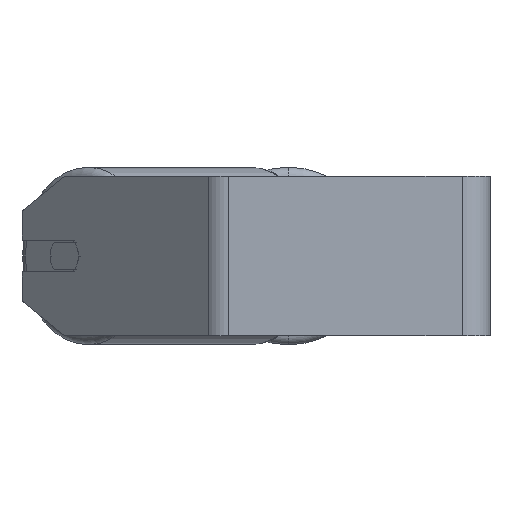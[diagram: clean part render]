
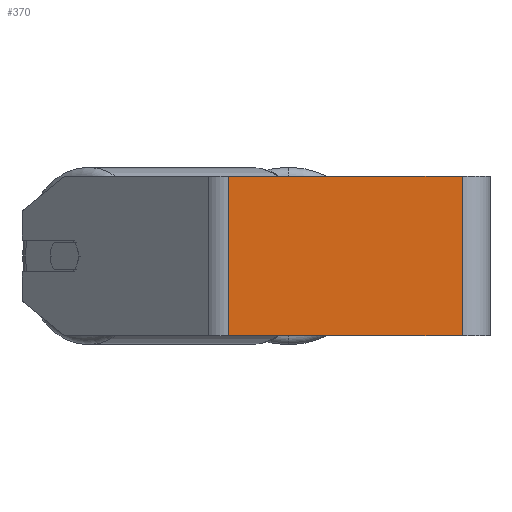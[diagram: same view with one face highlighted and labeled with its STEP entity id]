
A CAD part, left-side view. The second image highlights one B-rep face of the part: STEP entity #370.
In plain terms, the highlighted planar face has unit normal (-1, 0, 0).
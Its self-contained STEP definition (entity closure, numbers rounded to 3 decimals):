
#162 = VECTOR ( 'NONE', #2720, 1000. ) ;
#370 = ADVANCED_FACE ( 'NONE', ( #5038 ), #3168, .F. ) ;
#912 = CARTESIAN_POINT ( 'NONE',  ( -275., 14., 40. ) ) ;
#943 = CARTESIAN_POINT ( 'NONE',  ( -275., 14., 40. ) ) ;
#1120 = DIRECTION ( 'NONE',  ( 1., 0., 0. ) ) ;
#1165 = CARTESIAN_POINT ( 'NONE',  ( -275., 14., -40. ) ) ;
#1252 = DIRECTION ( 'NONE',  ( 0., -1., 0. ) ) ;
#1293 = LINE ( 'NONE', #4491, #1305 ) ;
#1305 = VECTOR ( 'NONE', #1252, 1000. ) ;
#1415 = EDGE_CURVE ( 'NONE', #7261, #5238, #4281, .T. ) ;
#2466 = VERTEX_POINT ( 'NONE', #3912 ) ;
#2575 = EDGE_CURVE ( 'NONE', #7261, #2466, #3954, .T. ) ;
#2720 = DIRECTION ( 'NONE',  ( 0., 0., -1. ) ) ;
#3168 = PLANE ( 'NONE',  #4994 ) ;
#3297 = VERTEX_POINT ( 'NONE', #1165 ) ;
#3912 = CARTESIAN_POINT ( 'NONE',  ( -275., 131.076, -40. ) ) ;
#3954 = LINE ( 'NONE', #6557, #162 ) ;
#4281 = LINE ( 'NONE', #7397, #8290 ) ;
#4362 = DIRECTION ( 'NONE',  ( 0., 0., -1. ) ) ;
#4491 = CARTESIAN_POINT ( 'NONE',  ( -275., 136.875, -40. ) ) ;
#4635 = ORIENTED_EDGE ( 'NONE', *, *, #7401, .F. ) ;
#4994 = AXIS2_PLACEMENT_3D ( 'NONE', #5122, #1120, #4362 ) ;
#5038 = FACE_OUTER_BOUND ( 'NONE', #8045, .T. ) ;
#5066 = ORIENTED_EDGE ( 'NONE', *, *, #7298, .T. ) ;
#5122 = CARTESIAN_POINT ( 'NONE',  ( -275., 136.875, 40. ) ) ;
#5130 = CARTESIAN_POINT ( 'NONE',  ( -275., 131.076, 40. ) ) ;
#5238 = VERTEX_POINT ( 'NONE', #943 ) ;
#6220 = VECTOR ( 'NONE', #7354, 1000. ) ;
#6293 = ORIENTED_EDGE ( 'NONE', *, *, #2575, .T. ) ;
#6557 = CARTESIAN_POINT ( 'NONE',  ( -275., 131.076, 40. ) ) ;
#6807 = DIRECTION ( 'NONE',  ( 0., -1., 0. ) ) ;
#7260 = LINE ( 'NONE', #912, #6220 ) ;
#7261 = VERTEX_POINT ( 'NONE', #5130 ) ;
#7298 = EDGE_CURVE ( 'NONE', #2466, #3297, #1293, .T. ) ;
#7354 = DIRECTION ( 'NONE',  ( 0., 0., -1. ) ) ;
#7397 = CARTESIAN_POINT ( 'NONE',  ( -275., 136.875, 40. ) ) ;
#7401 = EDGE_CURVE ( 'NONE', #5238, #3297, #7260, .T. ) ;
#7413 = ORIENTED_EDGE ( 'NONE', *, *, #1415, .F. ) ;
#8045 = EDGE_LOOP ( 'NONE', ( #5066, #4635, #7413, #6293 ) ) ;
#8290 = VECTOR ( 'NONE', #6807, 1000. ) ;
